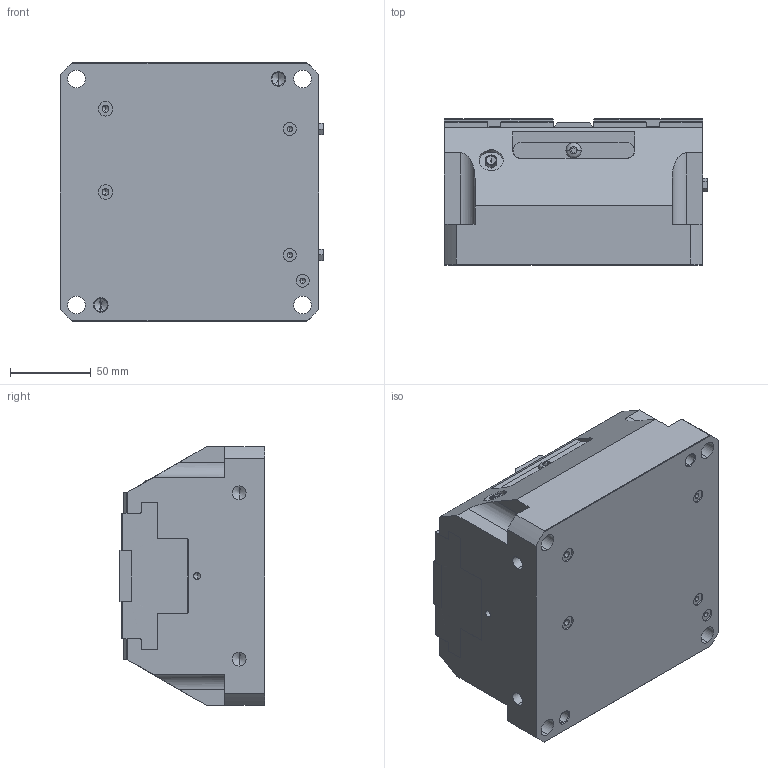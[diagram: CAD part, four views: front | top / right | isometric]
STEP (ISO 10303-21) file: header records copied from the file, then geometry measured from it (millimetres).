
FILE_DESCRIPTION((''),'2;1');
FILE_NAME('ILCM-VFB-160-C2-PN','2024-03-20T07:24:36',('AThompson'),(''),'CREO PARAMETRIC BY PTC INC, 2021164','CREO PARAMETRIC BY PTC INC, 2021164','');
FILE_SCHEMA(('AUTOMOTIVE_DESIGN { 1 0 10303 214 1 1 1 1 }'));
Length unit declared in the file: millimetre
Products named in the file (8): CORPO; GRIFFA; COPERCHIO; ISO_2338_-_5_H8_X_10_-_B; DIN_7991_-_M4X8; MASCHERINA-NO_SENS; VTB_M5; ILCM-VFB-160-C2-PN
Assembly tree (10 placements, depth 2):
  ILCM-VFB-160-C2-PN
    CORPO
    GRIFFA  x2
    COPERCHIO
    ISO_2338_-_5_H8_X_10_-_B  x2
    DIN_7991_-_M4X8  x2
    MASCHERINA-NO_SENS
    VTB_M5
Bounding box: 163 x 90.3 x 160 mm (x, y, z)
Volume: 1895227.5 mm3; surface area: 183634.2 mm2
Topology: 10 solids, 10 shells, 593 faces, 1506 edges, 908 vertices
Faces by surface type: plane 270, cylinder 165, cone 142, torus 8, sphere 6, bspline 2
Entity records: 20081 total; most frequent: CARTESIAN_POINT 2766, DIRECTION 2385, ORIENTED_EDGE 2146, PRESENTATION_STYLE_ASSIGNMENT 1458, STYLED_ITEM 1458, CURVE_STYLE 1081, EDGE_CURVE 1073, AXIS2_PLACEMENT_3D 857
